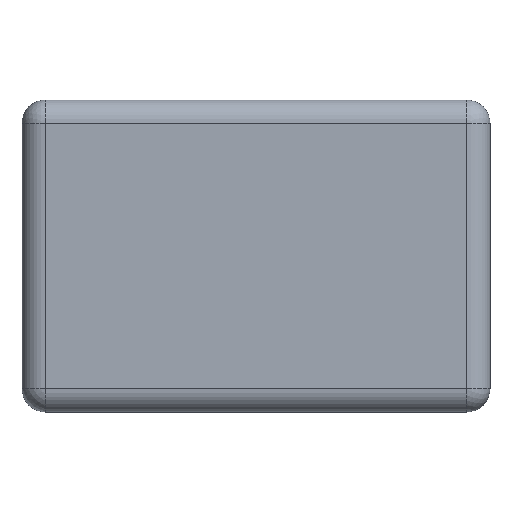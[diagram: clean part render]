
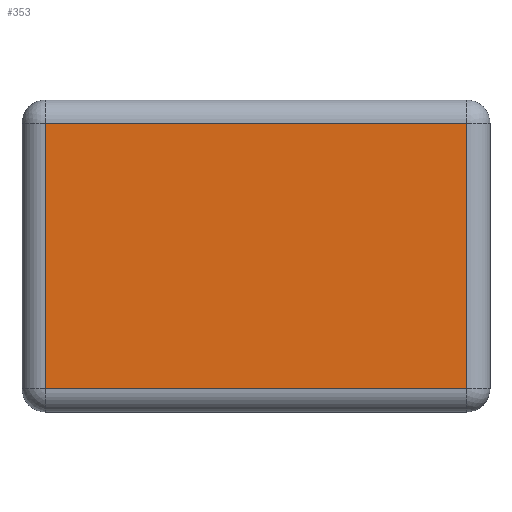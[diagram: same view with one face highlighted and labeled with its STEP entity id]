
A CAD part, front view. The second image highlights one B-rep face of the part: STEP entity #353.
In plain terms, the highlighted planar face has unit normal (0, -1, 0).
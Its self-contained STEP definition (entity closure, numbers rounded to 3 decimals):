
#15=PLANE('',#423);
#21=LINE('',#571,#45);
#25=LINE('',#591,#49);
#27=LINE('',#608,#51);
#39=LINE('',#640,#63);
#45=VECTOR('',#449,10.);
#49=VECTOR('',#473,10.);
#51=VECTOR('',#493,10.);
#63=VECTOR('',#533,10.);
#101=FACE_OUTER_BOUND('',#127,.T.);
#127=EDGE_LOOP('',(#301,#302,#303,#304));
#157=VERTEX_POINT('',#557);
#162=VERTEX_POINT('',#567);
#166=VERTEX_POINT('',#584);
#172=VERTEX_POINT('',#601);
#187=EDGE_CURVE('',#157,#162,#21,.T.);
#197=EDGE_CURVE('',#166,#157,#25,.T.);
#205=EDGE_CURVE('',#172,#166,#27,.T.);
#223=EDGE_CURVE('',#162,#172,#39,.T.);
#301=ORIENTED_EDGE('',*,*,#187,.F.);
#302=ORIENTED_EDGE('',*,*,#197,.F.);
#303=ORIENTED_EDGE('',*,*,#205,.F.);
#304=ORIENTED_EDGE('',*,*,#223,.F.);
#353=ADVANCED_FACE('',(#101),#15,.T.);
#423=AXIS2_PLACEMENT_3D('',#648,#543,#544);
#449=DIRECTION('',(0.,0.,-1.));
#473=DIRECTION('',(1.,0.,0.));
#493=DIRECTION('',(0.,0.,1.));
#533=DIRECTION('',(-1.,0.,0.));
#543=DIRECTION('center_axis',(0.,-1.,0.));
#544=DIRECTION('ref_axis',(0.,0.,-1.));
#557=CARTESIAN_POINT('',(2.7,-1.,1.7));
#567=CARTESIAN_POINT('',(2.7,-1.,-1.7));
#571=CARTESIAN_POINT('',(2.7,-1.,1.));
#584=CARTESIAN_POINT('',(-2.7,-1.,1.7));
#591=CARTESIAN_POINT('',(-1.5,-1.,1.7));
#601=CARTESIAN_POINT('',(-2.7,-1.,-1.7));
#608=CARTESIAN_POINT('',(-2.7,-1.,-1.));
#640=CARTESIAN_POINT('',(1.5,-1.,-1.7));
#648=CARTESIAN_POINT('Origin',(0.,-1.,0.));
